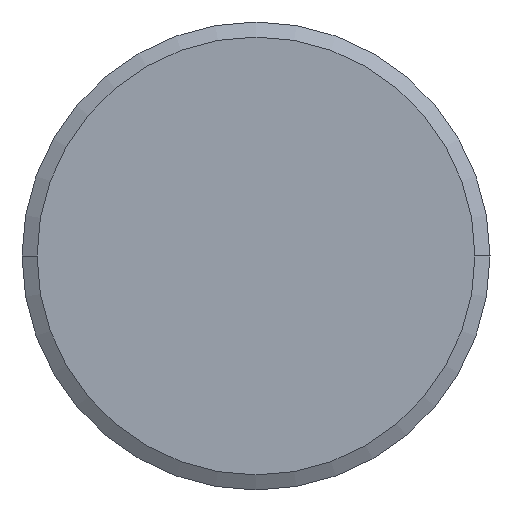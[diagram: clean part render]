
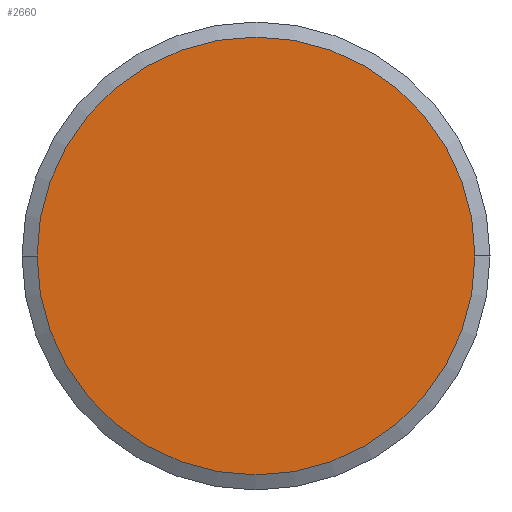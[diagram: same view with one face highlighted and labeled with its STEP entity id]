
A CAD part, left-side view. The second image highlights one B-rep face of the part: STEP entity #2660.
In plain terms, the highlighted planar face has unit normal (-1, 0, 0).
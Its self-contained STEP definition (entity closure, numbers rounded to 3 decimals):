
#2460=CARTESIAN_POINT('',(-50.25,7.018,0.75));
#2470=DIRECTION('',(1.,0.,0.));
#2480=DIRECTION('',(0.,1.,0.));
#2490=AXIS2_PLACEMENT_3D('',#2460,#2470,#2480);
#2500=PLANE('',#2490);
#2510=CARTESIAN_POINT('',(-50.25,0.,0.75));
#2520=DIRECTION('',(1.,-0.,0.));
#2530=DIRECTION('',(0.,1.,0.));
#2540=AXIS2_PLACEMENT_3D('',#2510,#2520,#2530);
#2550=CIRCLE('',#2540,14.035);
#2560=CARTESIAN_POINT('',(-50.25,14.035,0.75));
#2570=VERTEX_POINT('',#2560);
#2580=CARTESIAN_POINT('',(-50.25,-14.035,0.75));
#2590=VERTEX_POINT('',#2580);
#2600=EDGE_CURVE('',#2570,#2590,#2550,.T.);
#2610=ORIENTED_EDGE('',*,*,#2600,.F.);
#2620=EDGE_CURVE('',#2590,#2570,#2550,.T.);
#2630=ORIENTED_EDGE('',*,*,#2620,.F.);
#2640=EDGE_LOOP('',(#2630,#2610));
#2650=FACE_OUTER_BOUND('',#2640,.T.);
#2660=ADVANCED_FACE('',(#2650),#2500,.F.);
